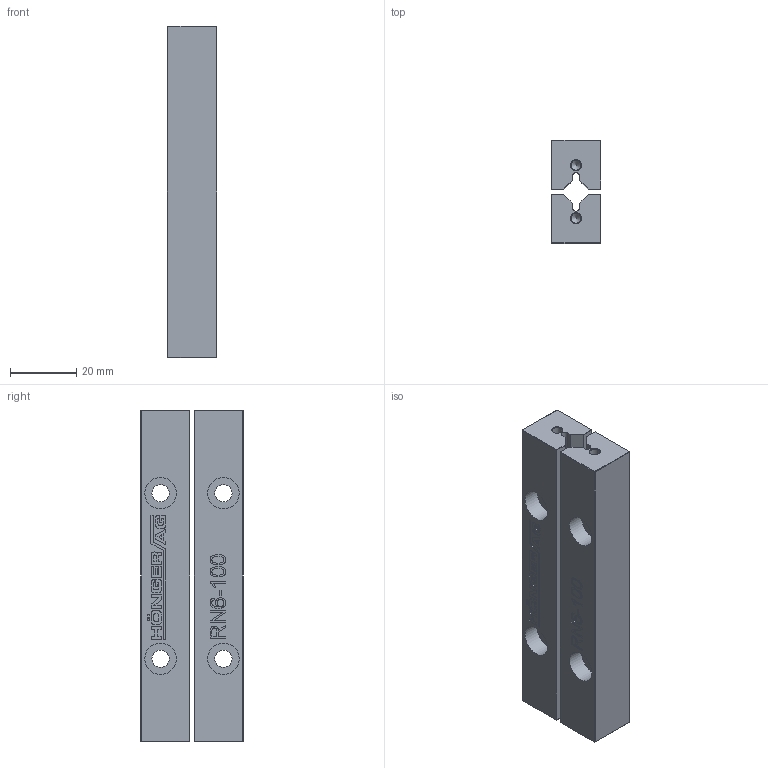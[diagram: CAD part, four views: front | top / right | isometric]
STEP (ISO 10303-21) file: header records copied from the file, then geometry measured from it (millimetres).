
FILE_DESCRIPTION(('FreeCAD Model'),'2;1');
FILE_NAME('RN6-100.step', '2020-08-07T17:53:13',('Author'),(''), 'Open CASCADE STEP processor 6.8','FreeCAD','Unknown');
FILE_SCHEMA(('AUTOMOTIVE_DESIGN_CC2 { 1 2 10303 214 -1 1 5 4 }'));
Length unit declared in the file: millimetre
Products named in the file (2): ASSEMBLY; Schienenpaar
Assembly tree (1 placements, depth 2):
  ASSEMBLY
    Schienenpaar
Bounding box: 15 x 31 x 100 mm (x, y, z)
Volume: 38089.8 mm3; surface area: 15315.1 mm2
Topology: 2 solids, 2 shells, 392 faces, 1021 edges, 662 vertices
Faces by surface type: extrusion 240, plane 126, cylinder 14, cone 12
Full cylindrical faces by diameter (mm): 3 x4, 5.2 x4, 9.5 x4
Entity records: 25261 total; most frequent: CARTESIAN_POINT 6388, DIRECTION 2639, VECTOR 2239, ORIENTED_EDGE 2034, PCURVE 2034, DEFINITIONAL_REPRESENTATION 2034, LINE 1999, B_SPLINE_CURVE_WITH_KNOTS 1232
